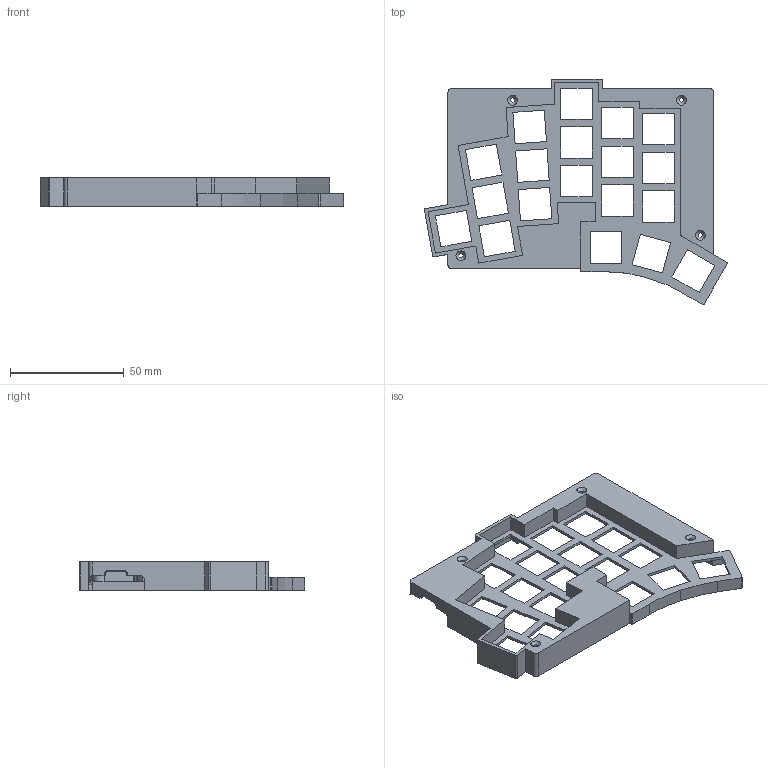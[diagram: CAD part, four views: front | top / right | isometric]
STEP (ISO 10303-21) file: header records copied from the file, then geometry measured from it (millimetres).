
FILE_DESCRIPTION(/* description */ (''),/* implementation_level */ '2;1');
FILE_NAME(/* name */ 'e437ad55-9a23-4b73-bb5a-19f26a4b28ce.stp',/* time_stamp */ '2023-01-10T21:01:40Z',/* author */ (''),/* organization */ (''),/* preprocessor_version */ 'ST-DEVELOPER v19.2',/* originating_system */ 'Autodesk Translation Framework v11.17.0.187',/* authorisation */ '');
FILE_SCHEMA (('AUTOMOTIVE_DESIGN { 1 0 10303 214 3 1 1 }'));
Length unit declared in the file: millimetre
Products named in the file (1): TOTEM case_v07
Bounding box: 133.11 x 99.01 x 12.5 mm (x, y, z)
Volume: 19008.7 mm3; surface area: 27629.8 mm2
Topology: 1 solids, 1 shells, 375 faces, 1032 edges, 682 vertices
Faces by surface type: plane 326, cylinder 35, cone 10, bspline 4
Full cylindrical faces by diameter (mm): 2 x4, 3.2 x4
Entity records: 11955 total; most frequent: CARTESIAN_POINT 2217, ORIENTED_EDGE 2064, DIRECTION 1850, EDGE_CURVE 1032, LINE 942, VECTOR 942, VERTEX_POINT 682, AXIS2_PLACEMENT_3D 454
